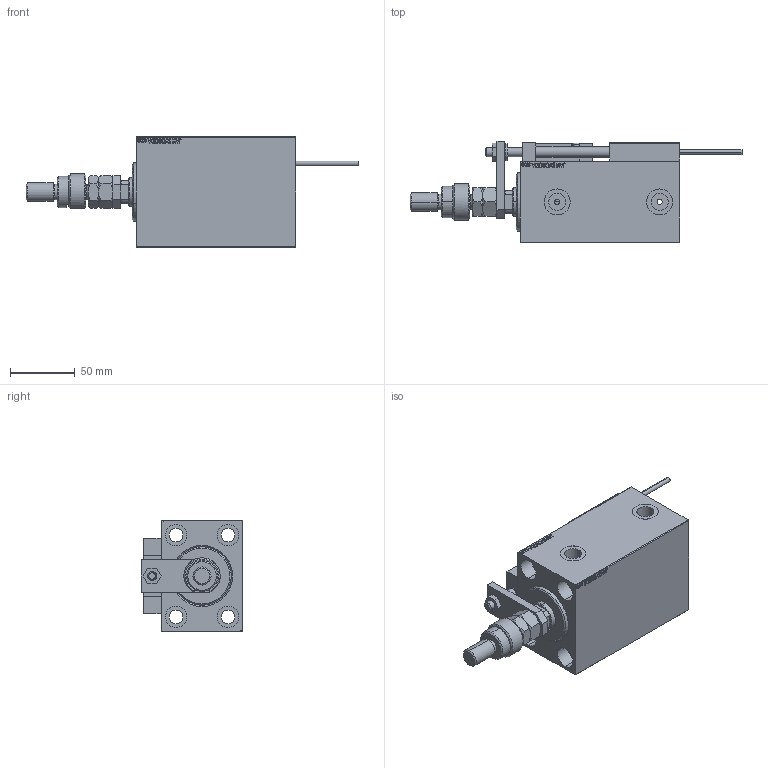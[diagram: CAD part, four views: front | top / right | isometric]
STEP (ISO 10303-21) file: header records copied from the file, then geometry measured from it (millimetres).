
FILE_DESCRIPTION (( 'STEP AP203' ), '1' );
FILE_NAME ('38c3.STEP', '2022-04-17T08:45:55', ( '' ), ( '' ), 'SwSTEP 2.0', 'SolidWorks 2019', '' );
FILE_SCHEMA (( 'CONFIG_CONTROL_DESIGN' ));
Length unit declared in the file: millimetre
Products named in the file (18): SWITCH X 4e9df3d8607a683d1bcc11e504c947a5; TYC_L79 4e9df3d8607a683d1bcc11e504c947a5; V450CM_C_Body 4e9df3d8607a683d1bcc11e504c947a5; MFA 4e9df3d8607a683d1bcc11e504c947a5; Block 4e9df3d8607a683d1bcc11e504c947a5; V450CM_VC_B 4e9df3d8607a683d1bcc11e504c947a5; ALLEN BOLT D8 4e9df3d8607a683d1bcc11e504c947a5; FEMALE_PART_FOR_DFA 4e9df3d8607a683d1bcc11e504c947a5; 38c3; ZARAZKA 4e9df3d8607a683d1bcc11e504c947a5; NUT_D12 4e9df3d8607a683d1bcc11e504c947a5; KONCOVKA 4e9df3d8607a683d1bcc11e504c947a5; SWITCH_X_FRONT_BACK 4e9df3d8607a683d1bcc11e504c947a5; ALLEN BOLT D5 4e9df3d8607a683d1bcc11e504c947a5; X_Y_DFA 4e9df3d8607a683d1bcc11e504c947a5; MAGNET 4e9df3d8607a683d1bcc11e504c947a5; SWITCH DIM B,W 4e9df3d8607a683d1bcc11e504c947a5; V450CM_C_VCP 4e9df3d8607a683d1bcc11e504c947a5
Assembly tree (27 placements, depth 3):
  38c3
    V450CM_C_Body 4e9df3d8607a683d1bcc11e504c947a5
    SWITCH X 4e9df3d8607a683d1bcc11e504c947a5
      SWITCH_X_FRONT_BACK 4e9df3d8607a683d1bcc11e504c947a5  x2
      TYC_L79 4e9df3d8607a683d1bcc11e504c947a5
      Block 4e9df3d8607a683d1bcc11e504c947a5  x2
      ALLEN BOLT D5 4e9df3d8607a683d1bcc11e504c947a5  x4
      ALLEN BOLT D8 4e9df3d8607a683d1bcc11e504c947a5  x4
      MAGNET 4e9df3d8607a683d1bcc11e504c947a5  x2
      KONCOVKA 4e9df3d8607a683d1bcc11e504c947a5  x2
    NUT_D12 4e9df3d8607a683d1bcc11e504c947a5
    SWITCH DIM B,W 4e9df3d8607a683d1bcc11e504c947a5
    ZARAZKA 4e9df3d8607a683d1bcc11e504c947a5
    V450CM_C_VCP 4e9df3d8607a683d1bcc11e504c947a5
    V450CM_VC_B 4e9df3d8607a683d1bcc11e504c947a5
    X_Y_DFA 4e9df3d8607a683d1bcc11e504c947a5
      FEMALE_PART_FOR_DFA 4e9df3d8607a683d1bcc11e504c947a5
      MFA 4e9df3d8607a683d1bcc11e504c947a5
Bounding box: 256 x 78.5 x 85 mm (x, y, z)
Volume: 621275.9 mm3; surface area: 128235.7 mm2
Topology: 25 solids, 25 shells, 1381 faces, 3282 edges, 2087 vertices
Faces by surface type: plane 592, bspline 380, cylinder 211, cone 146, torus 48, sphere 4
Entity records: 53504 total; most frequent: CARTESIAN_POINT 26805, ORIENTED_EDGE 5584, DIRECTION 3914, EDGE_CURVE 2792, VERTEX_POINT 1811, LINE 1554, VECTOR 1554, EDGE_LOOP 1301
